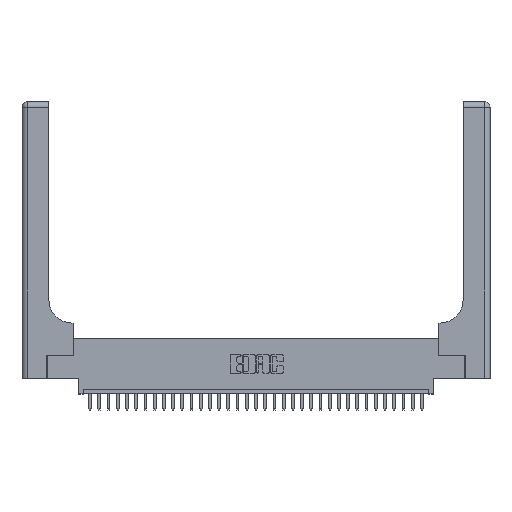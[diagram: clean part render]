
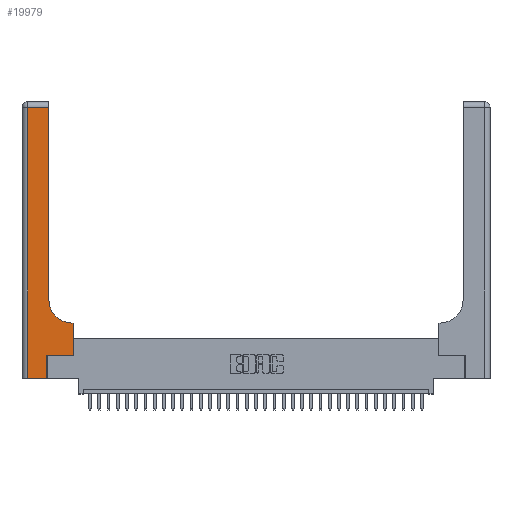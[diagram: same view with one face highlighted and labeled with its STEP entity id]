
A CAD part, top view. The second image highlights one B-rep face of the part: STEP entity #19979.
In plain terms, the highlighted planar face has unit normal (0, 0, 1).
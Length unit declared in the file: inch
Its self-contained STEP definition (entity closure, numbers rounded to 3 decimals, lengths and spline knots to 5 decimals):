
#254 = CARTESIAN_POINT ( 'NONE',  ( 0.5415, 0.85, 0.37 ) ) ;
#719 = CARTESIAN_POINT ( 'NONE',  ( 0., 0., 0.37 ) ) ;
#872 = EDGE_CURVE ( 'NONE', #33481, #30815, #30386, .T. ) ;
#984 = DIRECTION ( 'NONE',  ( -1., 0., 0. ) ) ;
#1323 = DIRECTION ( 'NONE',  ( 0., -1., 0. ) ) ;
#2099 = CARTESIAN_POINT ( 'NONE',  ( 0.5415, 0.6, 0.37 ) ) ;
#2580 = CARTESIAN_POINT ( 'NONE',  ( 0.2915, 2.94, 0.37 ) ) ;
#3134 = CARTESIAN_POINT ( 'NONE',  ( 0.2915, 0.6, 0.37 ) ) ;
#3369 = DIRECTION ( 'NONE',  ( 1., 0., 0. ) ) ;
#3961 = ORIENTED_EDGE ( 'NONE', *, *, #32425, .T. ) ;
#4393 = EDGE_CURVE ( 'NONE', #19265, #22907, #14755, .T. ) ;
#5014 = EDGE_CURVE ( 'NONE', #32285, #20904, #27364, .T. ) ;
#5655 = DIRECTION ( 'NONE',  ( 0., 0., -1. ) ) ;
#5793 = CARTESIAN_POINT ( 'NONE',  ( 0.2915, 0.85, 0.37 ) ) ;
#6423 = EDGE_CURVE ( 'NONE', #30815, #19095, #23610, .T. ) ;
#7363 = VERTEX_POINT ( 'NONE', #11009 ) ;
#7563 = ORIENTED_EDGE ( 'NONE', *, *, #6423, .T. ) ;
#8272 = DIRECTION ( 'NONE',  ( 0., 1., 0. ) ) ;
#8682 = VECTOR ( 'NONE', #3369, 39.37008 ) ;
#9684 = CARTESIAN_POINT ( 'NONE',  ( 0.269, 0.25, 0.37 ) ) ;
#10231 = CARTESIAN_POINT ( 'NONE',  ( 0.06, 0., 0.37 ) ) ;
#10321 = LINE ( 'NONE', #11880, #30372 ) ;
#11009 = CARTESIAN_POINT ( 'NONE',  ( 0.5585, 0.25, 0.37 ) ) ;
#11191 = DIRECTION ( 'NONE',  ( 0., 0., -1. ) ) ;
#11620 = ORIENTED_EDGE ( 'NONE', *, *, #4393, .T. ) ;
#11880 = CARTESIAN_POINT ( 'NONE',  ( 0.06, 3., 0.37 ) ) ;
#12695 = ORIENTED_EDGE ( 'NONE', *, *, #14250, .T. ) ;
#12940 = CARTESIAN_POINT ( 'NONE',  ( 0., 2.94, 0.37 ) ) ;
#13391 = EDGE_CURVE ( 'NONE', #22907, #32285, #27366, .T. ) ;
#13487 = CARTESIAN_POINT ( 'NONE',  ( 0., 3., 0.37 ) ) ;
#14250 = EDGE_CURVE ( 'NONE', #7363, #28771, #23645, .T. ) ;
#14503 = ORIENTED_EDGE ( 'NONE', *, *, #13391, .T. ) ;
#14755 = CIRCLE ( 'NONE', #21170, 0.25 ) ;
#15758 = VECTOR ( 'NONE', #19570, 39.37008 ) ;
#16439 = CARTESIAN_POINT ( 'NONE',  ( 0.5585, 0.6, 0.37 ) ) ;
#17424 = EDGE_LOOP ( 'NONE', ( #14503, #30662, #21411, #24393, #7563, #31956, #12695, #3961, #11620 ) ) ;
#17777 = CARTESIAN_POINT ( 'NONE',  ( 0.06, 2.94, 0.37 ) ) ;
#18123 = VECTOR ( 'NONE', #21873, 39.37008 ) ;
#19095 = VERTEX_POINT ( 'NONE', #9684 ) ;
#19265 = VERTEX_POINT ( 'NONE', #2099 ) ;
#19570 = DIRECTION ( 'NONE',  ( 1., 0., 0. ) ) ;
#19979 = ADVANCED_FACE ( 'NONE', ( #21951 ), #33659, .F. ) ;
#20358 = VECTOR ( 'NONE', #29231, 39.37008 ) ;
#20509 = DIRECTION ( 'NONE',  ( -1., 0., 0. ) ) ;
#20904 = VERTEX_POINT ( 'NONE', #17777 ) ;
#21170 = AXIS2_PLACEMENT_3D ( 'NONE', #254, #5655, #29010 ) ;
#21411 = ORIENTED_EDGE ( 'NONE', *, *, #32625, .T. ) ;
#21625 = CARTESIAN_POINT ( 'NONE',  ( 0.269, 0., 0.37 ) ) ;
#21873 = DIRECTION ( 'NONE',  ( -1., 0., 0. ) ) ;
#21951 = FACE_OUTER_BOUND ( 'NONE', #17424, .T. ) ;
#22192 = CARTESIAN_POINT ( 'NONE',  ( 0.269, 0.25, 0.37 ) ) ;
#22907 = VERTEX_POINT ( 'NONE', #5793 ) ;
#23610 = LINE ( 'NONE', #21625, #20358 ) ;
#23645 = LINE ( 'NONE', #29070, #30197 ) ;
#24085 = VECTOR ( 'NONE', #8272, 39.37008 ) ;
#24332 = AXIS2_PLACEMENT_3D ( 'NONE', #13487, #11191, #984 ) ;
#24393 = ORIENTED_EDGE ( 'NONE', *, *, #872, .T. ) ;
#26128 = DIRECTION ( 'NONE',  ( 0., 1., 0. ) ) ;
#26466 = CARTESIAN_POINT ( 'NONE',  ( 0.2915, 3., 0.37 ) ) ;
#26958 = VECTOR ( 'NONE', #20509, 39.37008 ) ;
#27364 = LINE ( 'NONE', #12940, #26958 ) ;
#27366 = LINE ( 'NONE', #26466, #24085 ) ;
#28417 = EDGE_CURVE ( 'NONE', #19095, #7363, #33758, .T. ) ;
#28616 = CARTESIAN_POINT ( 'NONE',  ( 0.269, 0., 0.37 ) ) ;
#28771 = VERTEX_POINT ( 'NONE', #16439 ) ;
#29010 = DIRECTION ( 'NONE',  ( 1., 0., 0. ) ) ;
#29070 = CARTESIAN_POINT ( 'NONE',  ( 0.5585, 0.25, 0.37 ) ) ;
#29231 = DIRECTION ( 'NONE',  ( 0., 1., 0. ) ) ;
#30197 = VECTOR ( 'NONE', #26128, 39.37008 ) ;
#30372 = VECTOR ( 'NONE', #1323, 39.37008 ) ;
#30386 = LINE ( 'NONE', #719, #8682 ) ;
#30662 = ORIENTED_EDGE ( 'NONE', *, *, #5014, .T. ) ;
#30815 = VERTEX_POINT ( 'NONE', #28616 ) ;
#31956 = ORIENTED_EDGE ( 'NONE', *, *, #28417, .T. ) ;
#31970 = LINE ( 'NONE', #3134, #18123 ) ;
#32285 = VERTEX_POINT ( 'NONE', #2580 ) ;
#32425 = EDGE_CURVE ( 'NONE', #28771, #19265, #31970, .T. ) ;
#32625 = EDGE_CURVE ( 'NONE', #20904, #33481, #10321, .T. ) ;
#33481 = VERTEX_POINT ( 'NONE', #10231 ) ;
#33659 = PLANE ( 'NONE',  #24332 ) ;
#33758 = LINE ( 'NONE', #22192, #15758 ) ;
